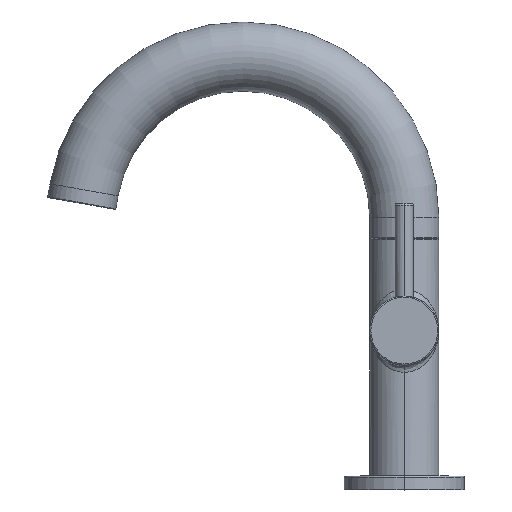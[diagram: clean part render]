
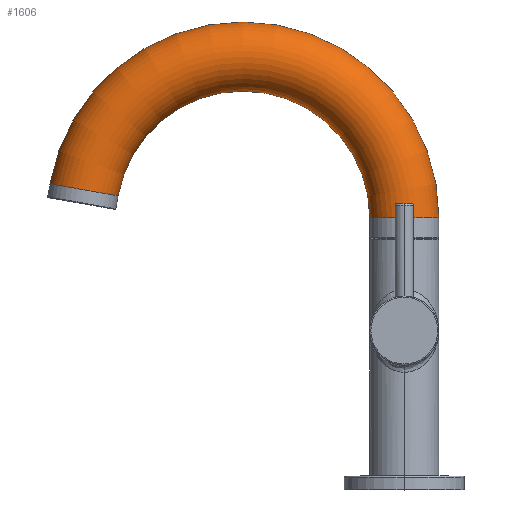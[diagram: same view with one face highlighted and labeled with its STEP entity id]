
A CAD part, top view. The second image highlights one B-rep face of the part: STEP entity #1606.
In plain terms, the highlighted toroidal (fillet/blend) face has major radius 70 mm and minor radius 15 mm.
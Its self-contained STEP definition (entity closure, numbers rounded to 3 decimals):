
#1432=CARTESIAN_POINT('',(0.,0.,-6.));
#1433=DIRECTION('',(0.,0.,-1.));
#1434=DIRECTION('',(1.,0.,0.));
#1435=AXIS2_PLACEMENT_3D('',#1432,#1433,#1434);
#1437=CARTESIAN_POINT('',(-70.,0.,-6.));
#1438=DIRECTION('',(0.,1.,0.));
#1439=DIRECTION('',(1.,0.,0.));
#1440=AXIS2_PLACEMENT_3D('',#1437,#1438,#1439);
#1447=CARTESIAN_POINT('',(-70.,0.,-6.));
#1448=DIRECTION('',(0.,1.,0.));
#1449=DIRECTION('',(1.,0.,0.));
#1450=AXIS2_PLACEMENT_3D('',#1447,#1448,#1449);
#1491=CARTESIAN_POINT('',(-138.937,0.,-18.155));
#1492=DIRECTION('',(-0.174,0.,0.985));
#1493=DIRECTION('',(-0.985,0.,-0.174));
#1494=AXIS2_PLACEMENT_3D('',#1491,#1492,#1493);
#1500=CARTESIAN_POINT('',(-15.,0.,-6.));
#1501=CARTESIAN_POINT('',(15.,0.,-6.));
#1502=VERTEX_POINT('',#1500);
#1503=VERTEX_POINT('',#1501);
#1504=CARTESIAN_POINT('',(-124.164,0.,-15.551));
#1505=CARTESIAN_POINT('',(-153.709,0.,-20.76));
#1506=VERTEX_POINT('',#1504);
#1507=VERTEX_POINT('',#1505);
#1592=CARTESIAN_POINT('',(-70.,0.,-6.));
#1593=DIRECTION('',(0.,1.,0.));
#1594=DIRECTION('',(-1.,0.,0.));
#1595=AXIS2_PLACEMENT_3D('',#1592,#1593,#1594);
#1596=TOROIDAL_SURFACE('',#1595,70.,15.);
#1597=ORIENTED_EDGE('',*,*,#1586,.F.);
#1599=ORIENTED_EDGE('',*,*,#1598,.T.);
#1601=ORIENTED_EDGE('',*,*,#1600,.T.);
#1603=ORIENTED_EDGE('',*,*,#1602,.F.);
#1604=EDGE_LOOP('',(#1597,#1599,#1601,#1603));
#1605=FACE_OUTER_BOUND('',#1604,.F.);
#1606=ADVANCED_FACE('',(#1605),#1596,.T.);
#1436=CIRCLE('',#1435,15.);
#1441=CIRCLE('',#1440,85.);
#1451=CIRCLE('',#1450,55.);
#1495=CIRCLE('',#1494,15.);
#1586=EDGE_CURVE('',#1503,#1502,#1436,.T.);
#1598=EDGE_CURVE('',#1503,#1507,#1441,.T.);
#1600=EDGE_CURVE('',#1507,#1506,#1495,.T.);
#1602=EDGE_CURVE('',#1502,#1506,#1451,.T.);
